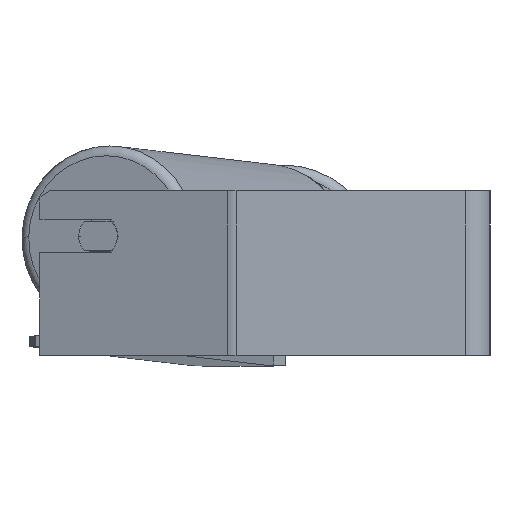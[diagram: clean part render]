
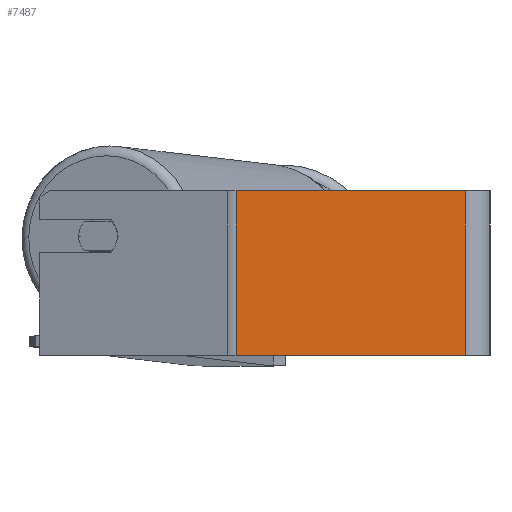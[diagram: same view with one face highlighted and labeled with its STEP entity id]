
A CAD part, left-side view. The second image highlights one B-rep face of the part: STEP entity #7487.
In plain terms, the highlighted planar face has unit normal (-1, 0, 0).
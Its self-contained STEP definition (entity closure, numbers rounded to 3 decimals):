
#27 = VECTOR ( 'NONE', #2968, 1000. ) ;
#136 = DIRECTION ( 'NONE',  ( 1., 0., 0. ) ) ;
#359 = EDGE_CURVE ( 'NONE', #4803, #873, #3156, .T. ) ;
#873 = VERTEX_POINT ( 'NONE', #1312 ) ;
#876 = CARTESIAN_POINT ( 'NONE',  ( -400., 123.307, -40. ) ) ;
#1013 = CARTESIAN_POINT ( 'NONE',  ( -400., 125.423, 40. ) ) ;
#1204 = ORIENTED_EDGE ( 'NONE', *, *, #2740, .T. ) ;
#1308 = DIRECTION ( 'NONE',  ( 0., 0., -1. ) ) ;
#1312 = CARTESIAN_POINT ( 'NONE',  ( -400., 12., -40. ) ) ;
#1370 = EDGE_CURVE ( 'NONE', #8411, #3541, #2370, .T. ) ;
#1490 = ORIENTED_EDGE ( 'NONE', *, *, #1370, .F. ) ;
#1524 = DIRECTION ( 'NONE',  ( 0., -1., 0. ) ) ;
#2239 = ORIENTED_EDGE ( 'NONE', *, *, #359, .T. ) ;
#2370 = LINE ( 'NONE', #5006, #4001 ) ;
#2697 = VECTOR ( 'NONE', #4481, 1000. ) ;
#2740 = EDGE_CURVE ( 'NONE', #8411, #4803, #7799, .T. ) ;
#2845 = CARTESIAN_POINT ( 'NONE',  ( -400., 12., 40. ) ) ;
#2968 = DIRECTION ( 'NONE',  ( 0., -1., 0. ) ) ;
#2999 = PLANE ( 'NONE',  #5802 ) ;
#3156 = LINE ( 'NONE', #8237, #27 ) ;
#3541 = VERTEX_POINT ( 'NONE', #2845 ) ;
#3839 = DIRECTION ( 'NONE',  ( 0., 0., -1. ) ) ;
#3969 = EDGE_CURVE ( 'NONE', #3541, #873, #7580, .T. ) ;
#4001 = VECTOR ( 'NONE', #1524, 1000. ) ;
#4130 = CARTESIAN_POINT ( 'NONE',  ( -400., 12., 40. ) ) ;
#4481 = DIRECTION ( 'NONE',  ( 0., 0., -1. ) ) ;
#4571 = EDGE_LOOP ( 'NONE', ( #2239, #4691, #1490, #1204 ) ) ;
#4691 = ORIENTED_EDGE ( 'NONE', *, *, #3969, .F. ) ;
#4803 = VERTEX_POINT ( 'NONE', #876 ) ;
#5006 = CARTESIAN_POINT ( 'NONE',  ( -400., 125.423, 40. ) ) ;
#5802 = AXIS2_PLACEMENT_3D ( 'NONE', #1013, #136, #3839 ) ;
#6479 = FACE_OUTER_BOUND ( 'NONE', #4571, .T. ) ;
#6580 = CARTESIAN_POINT ( 'NONE',  ( -400., 123.307, 40. ) ) ;
#6956 = VECTOR ( 'NONE', #1308, 1000. ) ;
#7487 = ADVANCED_FACE ( 'NONE', ( #6479 ), #2999, .F. ) ;
#7580 = LINE ( 'NONE', #4130, #6956 ) ;
#7799 = LINE ( 'NONE', #8568, #2697 ) ;
#8237 = CARTESIAN_POINT ( 'NONE',  ( -400., 125.423, -40. ) ) ;
#8411 = VERTEX_POINT ( 'NONE', #6580 ) ;
#8568 = CARTESIAN_POINT ( 'NONE',  ( -400., 123.307, 40. ) ) ;
